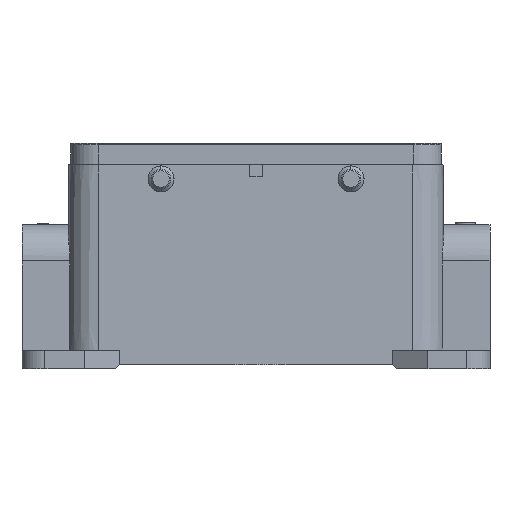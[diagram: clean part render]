
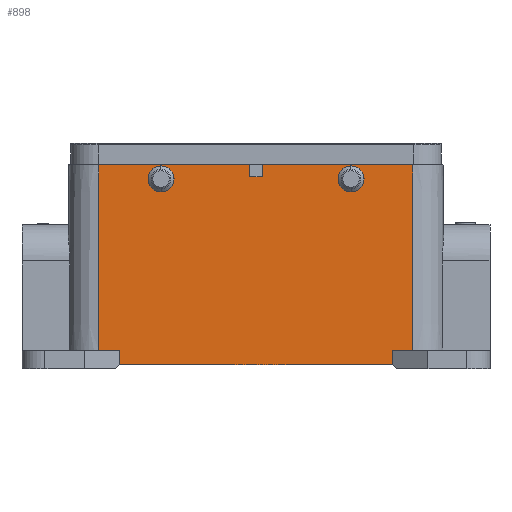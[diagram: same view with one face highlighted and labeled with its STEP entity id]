
A CAD part, front view. The second image highlights one B-rep face of the part: STEP entity #898.
In plain terms, the highlighted planar face has unit normal (0, -1, 0.009).
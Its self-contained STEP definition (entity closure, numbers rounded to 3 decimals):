
#516=FACE_BOUND('',#1931,.T.);
#517=FACE_BOUND('',#1932,.T.);
#518=FACE_BOUND('',#1933,.T.);
#867=ELLIPSE('',#7631,1.5,1.5);
#868=ELLIPSE('',#7634,1.5,1.5);
#898=ADVANCED_FACE('',(#516,#517,#518),#1325,.T.);
#1325=PLANE('',#7646);
#1931=EDGE_LOOP('',(#2494,#2495,#2496,#2497,#2498,#2499,#2500,#2501,#2502,
#2503,#2504,#2505));
#1932=EDGE_LOOP('',(#2506));
#1933=EDGE_LOOP('',(#2507));
#2494=ORIENTED_EDGE('',*,*,#5342,.T.);
#2495=ORIENTED_EDGE('',*,*,#5343,.T.);
#2496=ORIENTED_EDGE('',*,*,#5344,.F.);
#2497=ORIENTED_EDGE('',*,*,#5345,.T.);
#2498=ORIENTED_EDGE('',*,*,#5346,.F.);
#2499=ORIENTED_EDGE('',*,*,#5341,.T.);
#2500=ORIENTED_EDGE('',*,*,#5347,.F.);
#2501=ORIENTED_EDGE('',*,*,#5348,.T.);
#2502=ORIENTED_EDGE('',*,*,#5349,.T.);
#2503=ORIENTED_EDGE('',*,*,#5350,.T.);
#2504=ORIENTED_EDGE('',*,*,#5351,.F.);
#2505=ORIENTED_EDGE('',*,*,#5352,.F.);
#2506=ORIENTED_EDGE('',*,*,#5319,.T.);
#2507=ORIENTED_EDGE('',*,*,#5317,.T.);
#4613=VERTEX_POINT('',#10822);
#4615=VERTEX_POINT('',#10827);
#4628=VERTEX_POINT('',#10855);
#4634=VERTEX_POINT('',#10871);
#4635=VERTEX_POINT('',#10875);
#4636=VERTEX_POINT('',#10876);
#4637=VERTEX_POINT('',#10878);
#4638=VERTEX_POINT('',#10880);
#4639=VERTEX_POINT('',#10882);
#4640=VERTEX_POINT('',#10885);
#4641=VERTEX_POINT('',#10887);
#4642=VERTEX_POINT('',#10889);
#4643=VERTEX_POINT('',#10891);
#4644=VERTEX_POINT('',#10893);
#5317=EDGE_CURVE('',#4613,#4613,#867,.T.);
#5319=EDGE_CURVE('',#4615,#4615,#868,.T.);
#5341=EDGE_CURVE('',#4628,#4634,#6396,.T.);
#5342=EDGE_CURVE('',#4635,#4636,#6397,.T.);
#5343=EDGE_CURVE('',#4636,#4637,#6398,.T.);
#5344=EDGE_CURVE('',#4638,#4637,#6399,.T.);
#5345=EDGE_CURVE('',#4638,#4639,#6400,.T.);
#5346=EDGE_CURVE('',#4628,#4639,#6401,.T.);
#5347=EDGE_CURVE('',#4640,#4634,#6402,.T.);
#5348=EDGE_CURVE('',#4640,#4641,#6403,.T.);
#5349=EDGE_CURVE('',#4641,#4642,#6404,.T.);
#5350=EDGE_CURVE('',#4642,#4643,#6405,.T.);
#5351=EDGE_CURVE('',#4644,#4643,#6406,.T.);
#5352=EDGE_CURVE('',#4635,#4644,#6407,.T.);
#6396=LINE('',#10872,#7027);
#6397=LINE('',#10874,#7028);
#6398=LINE('',#10877,#7029);
#6399=LINE('',#10879,#7030);
#6400=LINE('',#10881,#7031);
#6401=LINE('',#10883,#7032);
#6402=LINE('',#10884,#7033);
#6403=LINE('',#10886,#7034);
#6404=LINE('',#10888,#7035);
#6405=LINE('',#10890,#7036);
#6406=LINE('',#10892,#7037);
#6407=LINE('',#10894,#7038);
#7027=VECTOR('',#8528,1.);
#7028=VECTOR('',#8531,1.);
#7029=VECTOR('',#8532,1.);
#7030=VECTOR('',#8533,1.);
#7031=VECTOR('',#8534,1.);
#7032=VECTOR('',#8535,1.);
#7033=VECTOR('',#8536,1.);
#7034=VECTOR('',#8537,1.);
#7035=VECTOR('',#8538,1.);
#7036=VECTOR('',#8539,1.);
#7037=VECTOR('',#8540,1.);
#7038=VECTOR('',#8541,1.);
#7631=AXIS2_PLACEMENT_3D('',#10821,#8485,#8486);
#7634=AXIS2_PLACEMENT_3D('',#10826,#8491,#8492);
#7646=AXIS2_PLACEMENT_3D('',#10895,#8542,#8543);
#8485=DIRECTION('',(0.,1.,-0.009));
#8486=DIRECTION('',(0.,0.009,1.));
#8491=DIRECTION('',(0.,1.,-0.009));
#8492=DIRECTION('',(0.,0.009,1.));
#8528=DIRECTION('',(0.,0.009,1.));
#8531=DIRECTION('',(-1.,0.,0.));
#8532=DIRECTION('',(0.,-0.009,-1.));
#8533=DIRECTION('',(-1.,0.,0.));
#8534=DIRECTION('',(0.,-0.009,-1.));
#8535=DIRECTION('',(-1.,0.,0.));
#8536=DIRECTION('',(-1.,0.,0.));
#8537=DIRECTION('',(0.,0.009,1.));
#8538=DIRECTION('',(-1.,0.,0.));
#8539=DIRECTION('',(0.,-0.009,-1.));
#8540=DIRECTION('',(1.,0.,0.));
#8541=DIRECTION('',(0.,-0.009,-1.));
#8542=DIRECTION('',(0.,-1.,0.009));
#8543=DIRECTION('',(-1.,0.,0.));
#10821=CARTESIAN_POINT('',(23.75,-21.531,21.));
#10822=CARTESIAN_POINT('',(23.75,-21.517,22.5));
#10826=CARTESIAN_POINT('',(-23.75,-21.531,21.));
#10827=CARTESIAN_POINT('',(-23.75,-21.517,22.5));
#10855=CARTESIAN_POINT('',(34.,-21.936,-25.5));
#10871=CARTESIAN_POINT('',(34.,-21.906,-22.));
#10872=CARTESIAN_POINT('',(34.,-21.936,-25.5));
#10874=CARTESIAN_POINT('',(-1.6,-21.5,24.5));
#10875=CARTESIAN_POINT('',(-1.6,-21.5,24.5));
#10876=CARTESIAN_POINT('',(-39.25,-21.5,24.5));
#10877=CARTESIAN_POINT('',(-39.25,-21.5,24.5));
#10878=CARTESIAN_POINT('',(-39.25,-21.906,-22.));
#10879=CARTESIAN_POINT('',(-34.,-21.906,-22.));
#10880=CARTESIAN_POINT('',(-34.,-21.906,-22.));
#10881=CARTESIAN_POINT('',(-34.,-21.906,-22.));
#10882=CARTESIAN_POINT('',(-34.,-21.936,-25.5));
#10883=CARTESIAN_POINT('',(34.,-21.936,-25.5));
#10884=CARTESIAN_POINT('',(39.25,-21.906,-22.));
#10885=CARTESIAN_POINT('',(39.25,-21.906,-22.));
#10886=CARTESIAN_POINT('',(39.25,-21.906,-22.));
#10887=CARTESIAN_POINT('',(39.25,-21.5,24.5));
#10888=CARTESIAN_POINT('',(39.25,-21.5,24.5));
#10889=CARTESIAN_POINT('',(1.6,-21.5,24.5));
#10890=CARTESIAN_POINT('',(1.6,-21.5,24.5));
#10891=CARTESIAN_POINT('',(1.6,-21.526,21.5));
#10892=CARTESIAN_POINT('',(-1.6,-21.526,21.5));
#10893=CARTESIAN_POINT('',(-1.6,-21.526,21.5));
#10894=CARTESIAN_POINT('',(-1.6,-21.5,24.5));
#10895=CARTESIAN_POINT('',(-41.628,-21.5,24.5));
